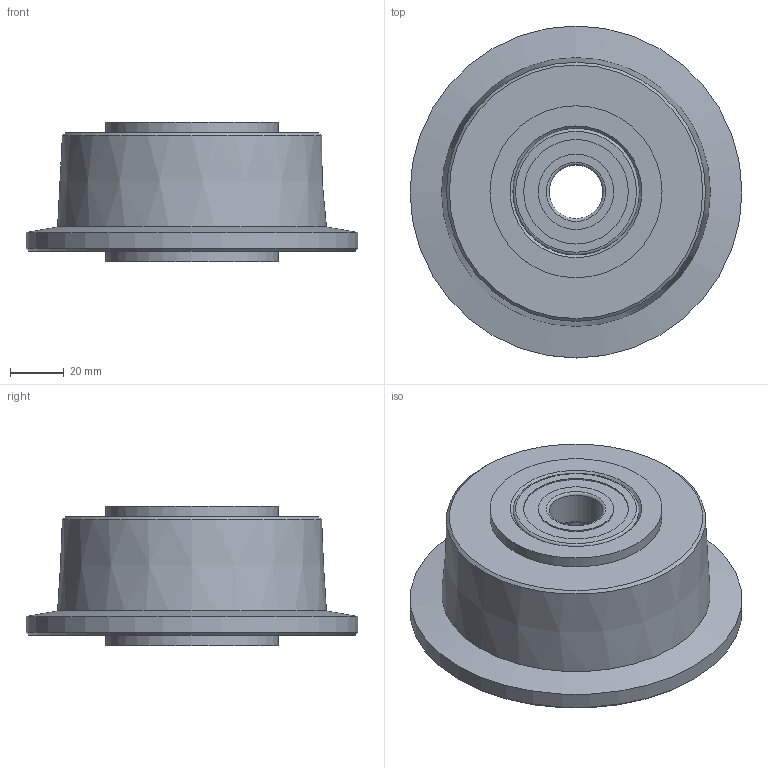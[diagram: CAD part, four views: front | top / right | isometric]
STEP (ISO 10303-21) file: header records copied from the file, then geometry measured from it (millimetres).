
FILE_DESCRIPTION (( 'STEP AP214' ), '1' );
FILE_NAME ('0023940_SPG-100-44-52-K20.step', '2018-01-11T13:50:03', ( '' ), ( '' ), 'SwSTEP 2.0', 'SolidWorks 2016', '' );
FILE_SCHEMA (( 'AUTOMOTIVE_DESIGN' ));
Length unit declared in the file: millimetre
Products named in the file (1): 0023940_SPG-100-44-52-K20
Bounding box: 123.5 x 123.5 x 52 mm (x, y, z)
Surface area: 42442.1 mm2 (no closed solid volume)
Topology: 0 solids, 4 shells, 32 faces, 62 edges, 40 vertices
Faces by surface type: plane 10, cylinder 10, cone 6, torus 6
Full cylindrical faces by diameter (mm): 20 x2, 28.1 x2, 35 x1, 38.9 x2, 64 x2, 123.5 x1
Entity records: 1058 total; most frequent: DIRECTION 138, CARTESIAN_POINT 105, AXIS2_PLACEMENT_3D 69, EDGE_LOOP 64, ORIENTED_EDGE 64, FACE_OUTER_BOUND 48, CIRCLE 36, EDGE_CURVE 36
